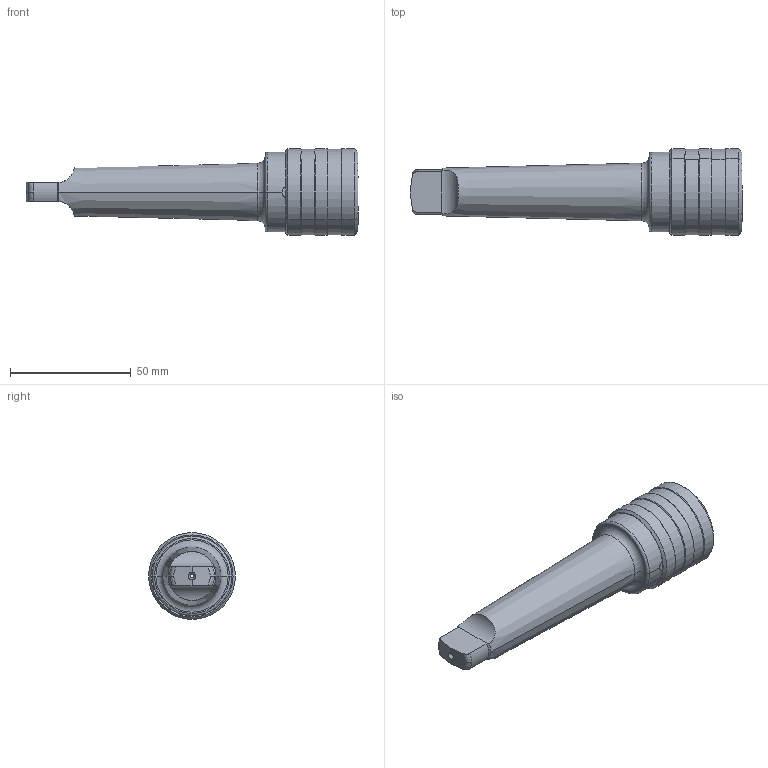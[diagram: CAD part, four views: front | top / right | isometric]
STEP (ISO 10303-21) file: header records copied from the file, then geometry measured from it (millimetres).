
FILE_DESCRIPTION (( 'STEP AP203' ), '1' );
FILE_NAME ('153-S2514-3-01.STEP', '2019-04-16T07:13:10', ( 'Acer' ), ( '' ), 'SwSTEP 2.0', 'SolidWorks 2018', '' );
FILE_SCHEMA (( 'CONFIG_CONTROL_DESIGN' ));
Length unit declared in the file: millimetre
Products named in the file (1): 153-S2514-3-01
Bounding box: 137.5 x 36 x 36 mm (x, y, z)
Surface area: 17610.3 mm2 (no closed solid volume)
Topology: 0 solids, 8 shells, 109 faces, 349 edges, 238 vertices
Faces by surface type: cylinder 34, plane 28, cone 25, torus 16, bspline 4, sphere 2
Entity records: 4579 total; most frequent: CARTESIAN_POINT 1575, DIRECTION 616, ORIENTED_EDGE 569, EDGE_CURVE 344, AXIS2_PLACEMENT_3D 244, VERTEX_POINT 235, CIRCLE 138, VECTOR 128
